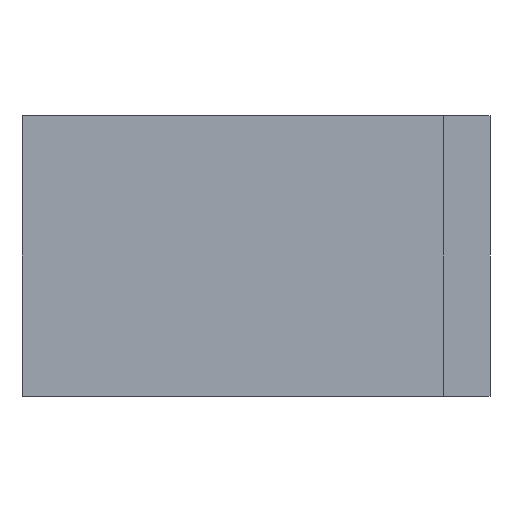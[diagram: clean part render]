
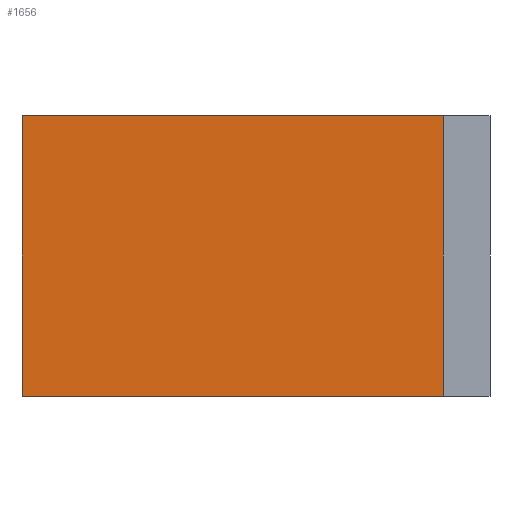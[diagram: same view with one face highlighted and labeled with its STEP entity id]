
A CAD part, left-side view. The second image highlights one B-rep face of the part: STEP entity #1656.
In plain terms, the highlighted planar face has unit normal (-1, 0, 0).
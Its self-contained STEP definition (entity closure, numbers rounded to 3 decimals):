
#14 = LINE ( 'NONE', #1827, #2379 ) ;
#33 = EDGE_CURVE ( 'NONE', #840, #2864, #14, .T. ) ;
#61 = DIRECTION ( 'NONE',  ( 0., 0., -1. ) ) ;
#263 = LINE ( 'NONE', #988, #1472 ) ;
#322 = DIRECTION ( 'NONE',  ( 1., 0., 0. ) ) ;
#329 = ORIENTED_EDGE ( 'NONE', *, *, #1464, .F. ) ;
#402 = CARTESIAN_POINT ( 'NONE',  ( 0., 18., 0. ) ) ;
#466 = DIRECTION ( 'NONE',  ( 0., -1., 0. ) ) ;
#589 = EDGE_LOOP ( 'NONE', ( #1589, #329, #1995, #1694 ) ) ;
#700 = CARTESIAN_POINT ( 'NONE',  ( 0., 0., 12. ) ) ;
#729 = CARTESIAN_POINT ( 'NONE',  ( 0., 0., 0. ) ) ;
#840 = VERTEX_POINT ( 'NONE', #1199 ) ;
#948 = LINE ( 'NONE', #700, #2724 ) ;
#988 = CARTESIAN_POINT ( 'NONE',  ( 0., 0., 0. ) ) ;
#1072 = FACE_OUTER_BOUND ( 'NONE', #589, .T. ) ;
#1107 = AXIS2_PLACEMENT_3D ( 'NONE', #2609, #322, #1912 ) ;
#1189 = CARTESIAN_POINT ( 'NONE',  ( 0., 18., 12. ) ) ;
#1199 = CARTESIAN_POINT ( 'NONE',  ( 0., 18., 12. ) ) ;
#1464 = EDGE_CURVE ( 'NONE', #2864, #1570, #948, .T. ) ;
#1472 = VECTOR ( 'NONE', #2848, 1000. ) ;
#1558 = EDGE_CURVE ( 'NONE', #840, #2062, #2221, .T. ) ;
#1570 = VERTEX_POINT ( 'NONE', #729 ) ;
#1589 = ORIENTED_EDGE ( 'NONE', *, *, #2924, .T. ) ;
#1607 = VECTOR ( 'NONE', #61, 1000. ) ;
#1656 = ADVANCED_FACE ( 'NONE', ( #1072 ), #2372, .F. ) ;
#1694 = ORIENTED_EDGE ( 'NONE', *, *, #1558, .T. ) ;
#1827 = CARTESIAN_POINT ( 'NONE',  ( 0., 0., 12. ) ) ;
#1912 = DIRECTION ( 'NONE',  ( 0., 0., -1. ) ) ;
#1995 = ORIENTED_EDGE ( 'NONE', *, *, #33, .F. ) ;
#2062 = VERTEX_POINT ( 'NONE', #402 ) ;
#2221 = LINE ( 'NONE', #1189, #1607 ) ;
#2317 = DIRECTION ( 'NONE',  ( 0., 0., -1. ) ) ;
#2346 = CARTESIAN_POINT ( 'NONE',  ( 0., 0., 12. ) ) ;
#2372 = PLANE ( 'NONE',  #1107 ) ;
#2379 = VECTOR ( 'NONE', #466, 1000. ) ;
#2609 = CARTESIAN_POINT ( 'NONE',  ( 0., 0., 12. ) ) ;
#2724 = VECTOR ( 'NONE', #2317, 1000. ) ;
#2848 = DIRECTION ( 'NONE',  ( 0., -1., 0. ) ) ;
#2864 = VERTEX_POINT ( 'NONE', #2346 ) ;
#2924 = EDGE_CURVE ( 'NONE', #2062, #1570, #263, .T. ) ;
